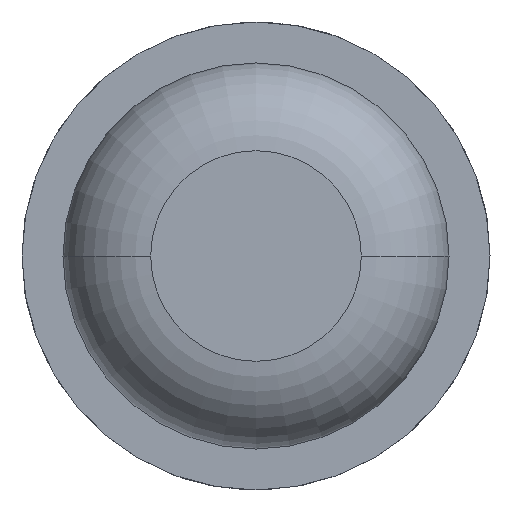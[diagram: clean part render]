
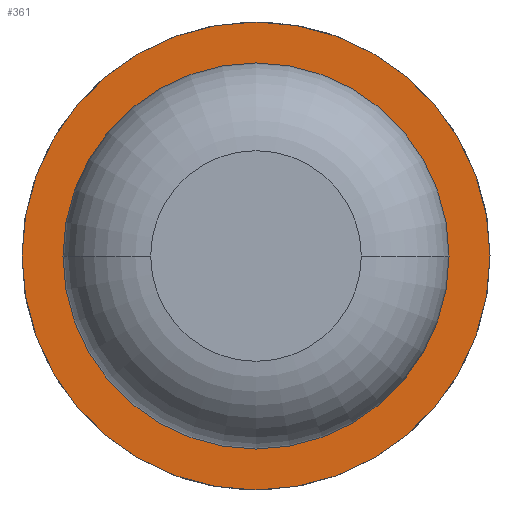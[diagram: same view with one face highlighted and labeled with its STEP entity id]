
A CAD part, front view. The second image highlights one B-rep face of the part: STEP entity #361.
In plain terms, the highlighted planar face has unit normal (0, -1, 0).
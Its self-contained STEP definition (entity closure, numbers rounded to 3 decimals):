
#3 = AXIS2_PLACEMENT_3D ( 'NONE', #2226, #194, #2938 ) ;
#56 = VERTEX_POINT ( 'NONE', #916 ) ;
#89 = EDGE_CURVE ( 'Defeature ausgef�hrt1_5+Defeature ausgef�hrt1_0+Defeature ausgef�hrt1_0+Defeature ausgef�hrt1_0', #3759, #711, #1007, .T. ) ;
#194 = DIRECTION ( 'NONE',  ( 0., 1., 0. ) ) ;
#261 = ORIENTED_EDGE ( 'NONE', *, *, #1910, .F. ) ;
#357 = EDGE_CURVE ( 'Defeature ausgef�hrt1_5+Defeature ausgef�hrt1_0+Defeature ausgef�hrt1_0+Defeature ausgef�hrt1_0', #711, #3759, #1252, .T. ) ;
#361 = ADVANCED_FACE ( 'Defeature ausgef�hrt1_5', ( #893, #1002 ), #772, .F. ) ;
#537 = EDGE_CURVE ( 'Defeature ausgef�hrt1_6+Defeature ausgef�hrt1_5+Defeature ausgef�hrt1_5+Defeature ausgef�hrt1_5', #1973, #56, #2829, .T. ) ;
#577 = AXIS2_PLACEMENT_3D ( 'NONE', #4347, #4371, #3079 ) ;
#615 = DIRECTION ( 'NONE',  ( -1., 0., 0. ) ) ;
#667 = AXIS2_PLACEMENT_3D ( 'NONE', #3251, #2566, #2255 ) ;
#711 = VERTEX_POINT ( 'NONE', #4171 ) ;
#772 = PLANE ( 'NONE',  #3 ) ;
#893 = FACE_OUTER_BOUND ( 'NONE', #3922, .T. ) ;
#916 = CARTESIAN_POINT ( 'NONE',  ( 1., -5., 0. ) ) ;
#952 = CARTESIAN_POINT ( 'NONE',  ( 0., -5., 0. ) ) ;
#1002 = FACE_BOUND ( 'NONE', #2026, .T. ) ;
#1007 = CIRCLE ( 'NONE', #2369, 0.825 ) ;
#1226 = CARTESIAN_POINT ( 'NONE',  ( 0., -5., 0. ) ) ;
#1252 = CIRCLE ( 'NONE', #667, 0.825 ) ;
#1910 = EDGE_CURVE ( 'Defeature ausgef�hrt1_6+Defeature ausgef�hrt1_5+Defeature ausgef�hrt1_5+Defeature ausgef�hrt1_5', #56, #1973, #3190, .T. ) ;
#1973 = VERTEX_POINT ( 'NONE', #3034 ) ;
#2026 = EDGE_LOOP ( 'NONE', ( #2739, #2380 ) ) ;
#2226 = CARTESIAN_POINT ( 'NONE',  ( 0.825, -5., 0. ) ) ;
#2255 = DIRECTION ( 'NONE',  ( -1., 0., 0. ) ) ;
#2369 = AXIS2_PLACEMENT_3D ( 'NONE', #1226, #2979, #615 ) ;
#2380 = ORIENTED_EDGE ( 'NONE', *, *, #357, .T. ) ;
#2566 = DIRECTION ( 'NONE',  ( 0., 1., 0. ) ) ;
#2739 = ORIENTED_EDGE ( 'NONE', *, *, #89, .T. ) ;
#2829 = CIRCLE ( 'NONE', #577, 1. ) ;
#2862 = CARTESIAN_POINT ( 'NONE',  ( -0.825, -5., 0. ) ) ;
#2938 = DIRECTION ( 'NONE',  ( -1., 0., 0. ) ) ;
#2979 = DIRECTION ( 'NONE',  ( 0., 1., 0. ) ) ;
#3034 = CARTESIAN_POINT ( 'NONE',  ( -1., -5., 0. ) ) ;
#3079 = DIRECTION ( 'NONE',  ( -1., 0., 0. ) ) ;
#3082 = AXIS2_PLACEMENT_3D ( 'NONE', #952, #3356, #3727 ) ;
#3190 = CIRCLE ( 'NONE', #3082, 1. ) ;
#3251 = CARTESIAN_POINT ( 'NONE',  ( 0., -5., 0. ) ) ;
#3356 = DIRECTION ( 'NONE',  ( 0., 1., 0. ) ) ;
#3727 = DIRECTION ( 'NONE',  ( -1., 0., 0. ) ) ;
#3759 = VERTEX_POINT ( 'NONE', #2862 ) ;
#3922 = EDGE_LOOP ( 'NONE', ( #4275, #261 ) ) ;
#4171 = CARTESIAN_POINT ( 'NONE',  ( 0.825, -5., 0. ) ) ;
#4275 = ORIENTED_EDGE ( 'NONE', *, *, #537, .F. ) ;
#4347 = CARTESIAN_POINT ( 'NONE',  ( 0., -5., 0. ) ) ;
#4371 = DIRECTION ( 'NONE',  ( 0., 1., 0. ) ) ;
